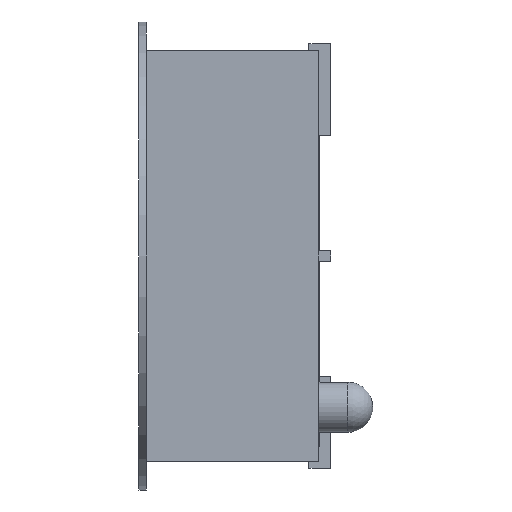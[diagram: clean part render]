
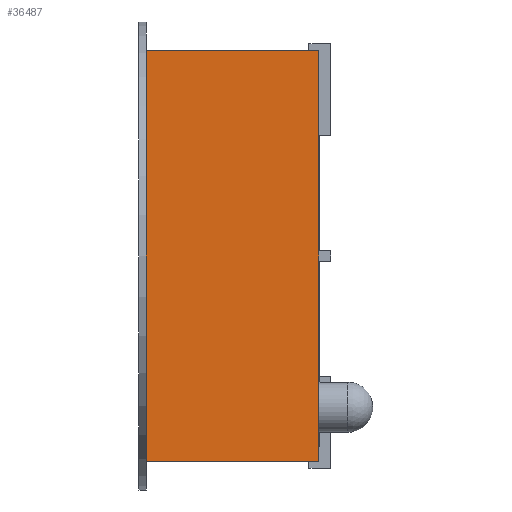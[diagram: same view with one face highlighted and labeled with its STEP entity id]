
A CAD part, left-side view. The second image highlights one B-rep face of the part: STEP entity #36487.
In plain terms, the highlighted planar face has unit normal (-1, 0, 0).
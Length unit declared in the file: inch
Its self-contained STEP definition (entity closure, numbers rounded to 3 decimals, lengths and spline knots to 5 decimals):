
#1278=ORIENTED_EDGE('',*,*,#12115,.T.);
#1279=ORIENTED_EDGE('',*,*,#12299,.F.);
#1280=ORIENTED_EDGE('',*,*,#12288,.F.);
#1281=ORIENTED_EDGE('',*,*,#12294,.T.);
#12115=EDGE_CURVE('',#17645,#17644,#21330,.T.);
#12288=EDGE_CURVE('',#17786,#17787,#21503,.T.);
#12294=EDGE_CURVE('',#17786,#17645,#21509,.T.);
#12299=EDGE_CURVE('',#17787,#17644,#21514,.T.);
#17644=VERTEX_POINT('',#51048);
#17645=VERTEX_POINT('',#51050);
#17786=VERTEX_POINT('',#51365);
#17787=VERTEX_POINT('',#51367);
#21330=LINE('',#51049,#26357);
#21503=LINE('',#51366,#26530);
#21509=LINE('',#51377,#26536);
#21514=LINE('',#51384,#26541);
#26357=VECTOR('',#41033,39.37008);
#26530=VECTOR('',#41210,39.37008);
#26536=VECTOR('',#41218,39.37008);
#26541=VECTOR('',#41227,39.37008);
#31142=EDGE_LOOP('',(#1278,#1279,#1280,#1281));
#33013=FACE_BOUND('',#31142,.T.);
#34879=PLANE('',#38412);
#36487=ADVANCED_FACE('',(#33013),#34879,.F.);
#38412=AXIS2_PLACEMENT_3D('',#51383,#41225,#41226);
#41033=DIRECTION('',(0.,0.,1.));
#41210=DIRECTION('',(0.,0.,1.));
#41218=DIRECTION('',(0.,-1.,0.));
#41225=DIRECTION('',(1.,0.,0.));
#41226=DIRECTION('',(0.,0.,-1.));
#41227=DIRECTION('',(0.,-1.,0.));
#51048=CARTESIAN_POINT('',(-0.4195,0.,0.1425));
#51049=CARTESIAN_POINT('',(-0.4195,0.,-0.1425));
#51050=CARTESIAN_POINT('',(-0.4195,0.,-0.1425));
#51365=CARTESIAN_POINT('',(-0.4195,0.12,-0.1425));
#51366=CARTESIAN_POINT('',(-0.4195,0.12,-0.1425));
#51367=CARTESIAN_POINT('',(-0.4195,0.12,0.1425));
#51377=CARTESIAN_POINT('',(-0.4195,0.12,-0.1425));
#51383=CARTESIAN_POINT('',(-0.4195,0.12,-0.1425));
#51384=CARTESIAN_POINT('',(-0.4195,0.12,0.1425));
